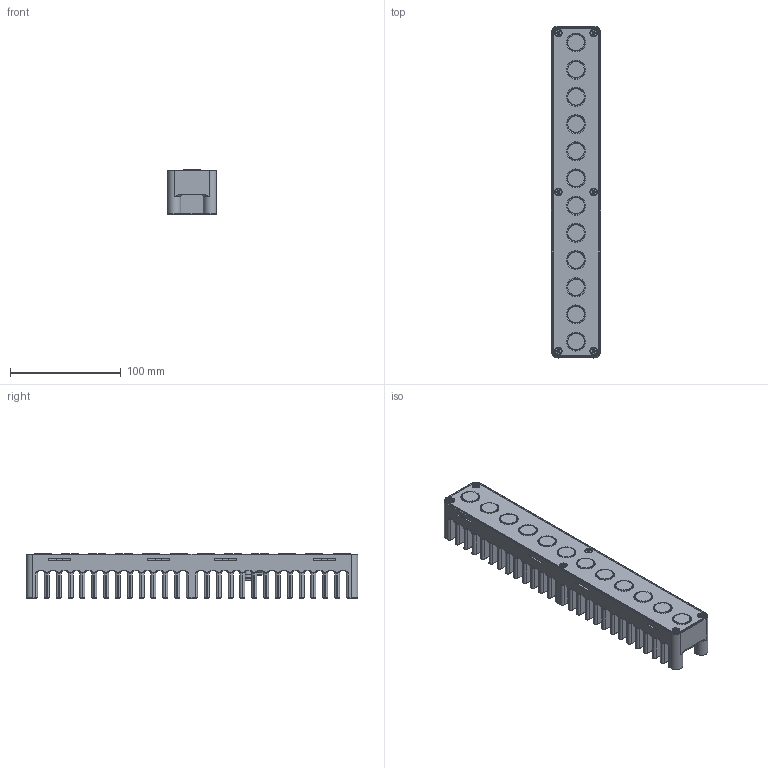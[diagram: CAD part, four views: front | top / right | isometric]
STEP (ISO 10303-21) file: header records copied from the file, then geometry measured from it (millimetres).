
FILE_DESCRIPTION(/* description */ ('Unknown'),/* implementation_level */ '2;1');
FILE_NAME(/* name */ 'LL2-300-CUSTOMERS',/* time_stamp */ '2025-05-29T12:21:30+02:00',/* author */ ('Unknown'),/* organization */ ('Smartview s. r. o.'),/* preprocessor_version */ 'ST-DEVELOPER v18.1',/* originating_system */ 'Solid Edge',/* authorisation */ 'Unknown');
FILE_SCHEMA (('AUTOMOTIVE_DESIGN {1 0 10303 214 3 1 1}'));
Length unit declared in the file: millimetre
Products named in the file (1): LL2-300-CUSTOMERS
Bounding box: 44.4 x 300 x 40.45 mm (x, y, z)
Volume: 324907.6 mm3; surface area: 95933.7 mm2
Topology: 1 solids, 1 shells, 1091 faces, 2769 edges, 1758 vertices
Faces by surface type: plane 486, cylinder 270, cone 187, torus 144, bspline 4
Full cylindrical faces by diameter (mm): 1 x3, 1.002 x1, 1.567 x2, 5.5 x6, 5.6 x2, 5.9 x1, 6 x9, 6.2 x1, 6.8 x1, 6.804 x1, 7 x1, 7.1 x1, 8 x2, 16.158 x12
Entity records: 39760 total; most frequent: CARTESIAN_POINT 6060, DIRECTION 5683, ORIENTED_EDGE 5180, EDGE_CURVE 2590, AXIS2_PLACEMENT_3D 2123, VERTEX_POINT 1690, LINE 1437, VECTOR 1437
